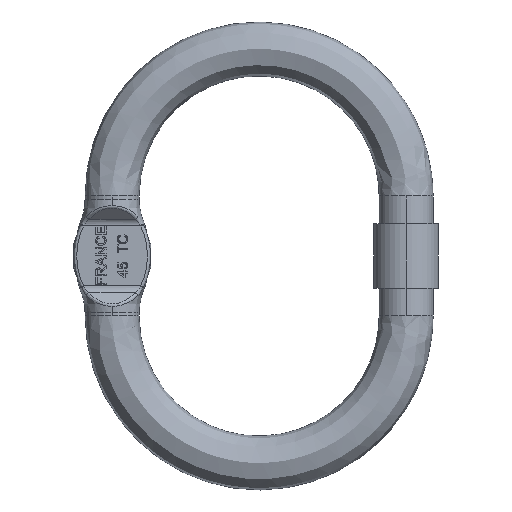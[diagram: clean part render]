
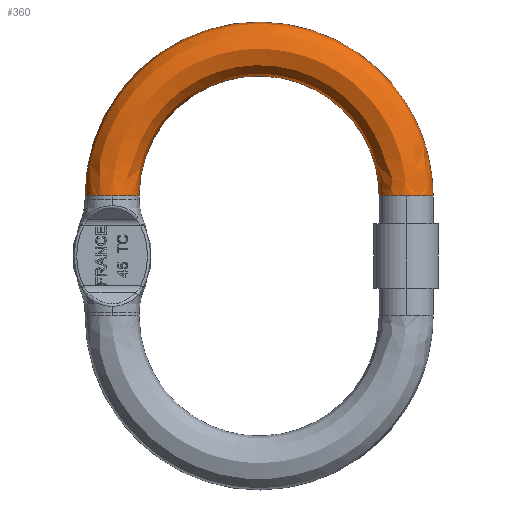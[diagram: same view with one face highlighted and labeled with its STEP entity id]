
A CAD part, top view. The second image highlights one B-rep face of the part: STEP entity #360.
In plain terms, the highlighted free-form (B-spline) face has degree [3, 3] with [7, 4] control points.
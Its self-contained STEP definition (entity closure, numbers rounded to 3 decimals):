
#360=ADVANCED_FACE('NONE',(#1036),#1037,.T.);
#1036=FACE_OUTER_BOUND('',#2278,.T.);
#1037=(B_SPLINE_SURFACE(3,3,((#2280,#2281,#2282,#2283),(#2284,#2285,#2286,#2287),(#2288,#2289,#2290,#2291),(#2292,#2293,#2294,#2295),(#2296,#2297,#2298,#2299),(#2300,#2301,#2302,#2303),(#2304,#2305,#2306,#2307)),.UNSPECIFIED.,.T.,.F.,.F.)B_SPLINE_SURFACE_WITH_KNOTS((4,3,4),(4,4),(0.0,0.5,1.0),(0.0,1.0),.UNSPECIFIED.)RATIONAL_B_SPLINE_SURFACE(((1.0,0.333,0.333,1.0),(0.333,0.111,0.111,0.333),(0.333,0.111,0.111,0.333),(1.0,0.333,0.333,1.0),(0.333,0.111,0.111,0.333),(0.333,0.111,0.111,0.333),(1.0,0.333,0.333,1.0)))BOUNDED_SURFACE()REPRESENTATION_ITEM('')GEOMETRIC_REPRESENTATION_ITEM()SURFACE());
#2278=EDGE_LOOP('',(#7331,#7332,#7333,#7334,#7335,#7336));
#2280=CARTESIAN_POINT('',(145.0,50.0,0.0));
#2281=CARTESIAN_POINT('',(145.0,340.,0.0));
#2282=CARTESIAN_POINT('',(-145.,340.,0.0));
#2283=CARTESIAN_POINT('',(-145.0,50.,0.0));
#2284=CARTESIAN_POINT('',(145.0,50.0,-45.0));
#2285=CARTESIAN_POINT('',(145.0,340.,-45.0));
#2286=CARTESIAN_POINT('',(-145.,340.,-45.0));
#2287=CARTESIAN_POINT('',(-145.0,50.,-45.0));
#2288=CARTESIAN_POINT('',(100.0,50.0,-45.0));
#2289=CARTESIAN_POINT('',(100.0,250.,-45.0));
#2290=CARTESIAN_POINT('',(-100.,250.,-45.0));
#2291=CARTESIAN_POINT('',(-100.0,50.,-45.0));
#2292=CARTESIAN_POINT('',(100.0,50.0,0.));
#2293=CARTESIAN_POINT('',(100.0,250.,0.));
#2294=CARTESIAN_POINT('',(-100.,250.,0.));
#2295=CARTESIAN_POINT('',(-100.0,50.,0.));
#2296=CARTESIAN_POINT('',(100.0,50.0,45.0));
#2297=CARTESIAN_POINT('',(100.0,250.,45.0));
#2298=CARTESIAN_POINT('',(-100.,250.,45.0));
#2299=CARTESIAN_POINT('',(-100.0,50.,45.0));
#2300=CARTESIAN_POINT('',(145.0,50.0,45.0));
#2301=CARTESIAN_POINT('',(145.0,340.,45.0));
#2302=CARTESIAN_POINT('',(-145.,340.,45.0));
#2303=CARTESIAN_POINT('',(-145.0,50.,45.0));
#2304=CARTESIAN_POINT('',(145.0,50.0,0.0));
#2305=CARTESIAN_POINT('',(145.0,340.,0.0));
#2306=CARTESIAN_POINT('',(-145.,340.,0.0));
#2307=CARTESIAN_POINT('',(-145.0,50.,0.0));
#7331=ORIENTED_EDGE('',*,*,#10009,.F.);
#7332=ORIENTED_EDGE('',*,*,#10010,.F.);
#7333=ORIENTED_EDGE('',*,*,#10011,.F.);
#7334=ORIENTED_EDGE('',*,*,#10012,.T.);
#7335=ORIENTED_EDGE('',*,*,#10013,.F.);
#7336=ORIENTED_EDGE('',*,*,#10014,.F.);
#10009=EDGE_CURVE('',#11221,#11222,#11223,.T.);
#10010=EDGE_CURVE('NONE',#11224,#11221,#11225,.T.);
#10011=EDGE_CURVE('NONE',#11226,#11224,#11227,.T.);
#10012=EDGE_CURVE('',#11226,#11228,#11229,.T.);
#10013=EDGE_CURVE('NONE',#11230,#11228,#11231,.T.);
#10014=EDGE_CURVE('NONE',#11222,#11230,#11232,.T.);
#11221=VERTEX_POINT('',#13269);
#11222=VERTEX_POINT('',#13270);
#11223=(B_SPLINE_CURVE(3,(#13272,#13273,#13274,#13275),.UNSPECIFIED.,.F.,.F.)B_SPLINE_CURVE_WITH_KNOTS((4,4),(-1.0,-0.0),.UNSPECIFIED.)RATIONAL_B_SPLINE_CURVE((1.0,0.333,0.333,1.0))BOUNDED_CURVE()REPRESENTATION_ITEM('')GEOMETRIC_REPRESENTATION_ITEM()CURVE());
#11224=VERTEX_POINT('NONE',#13282);
#11225=CIRCLE('',#13283,22.5);
#11226=VERTEX_POINT('',#13284);
#11227=CIRCLE('',#13285,22.5);
#11228=VERTEX_POINT('',#13286);
#11229=(B_SPLINE_CURVE(3,(#13288,#13289,#13290,#13291),.UNSPECIFIED.,.F.,.F.)B_SPLINE_CURVE_WITH_KNOTS((4,4),(-1.0,-0.0),.UNSPECIFIED.)RATIONAL_B_SPLINE_CURVE((1.0,0.333,0.333,1.0))BOUNDED_CURVE()REPRESENTATION_ITEM('')GEOMETRIC_REPRESENTATION_ITEM()CURVE());
#11230=VERTEX_POINT('',#13298);
#11231=CIRCLE('',#13299,22.5);
#11232=CIRCLE('',#13300,22.5);
#13269=CARTESIAN_POINT('',(-145.0,50.,0.0));
#13270=CARTESIAN_POINT('',(145.0,50.0,0.0));
#13272=CARTESIAN_POINT('',(-145.0,50.,0.0));
#13273=CARTESIAN_POINT('',(-145.,340.,0.0));
#13274=CARTESIAN_POINT('',(145.0,340.,0.0));
#13275=CARTESIAN_POINT('',(145.0,50.0,0.0));
#13282=CARTESIAN_POINT('',(-122.5,50.,22.5));
#13283=AXIS2_PLACEMENT_3D('',#18728,#18729,#18730);
#13284=CARTESIAN_POINT('',(-100.0,50.,0.));
#13285=AXIS2_PLACEMENT_3D('',#18731,#18732,#18733);
#13286=CARTESIAN_POINT('',(100.0,50.0,0.));
#13288=CARTESIAN_POINT('',(-100.0,50.,0.));
#13289=CARTESIAN_POINT('',(-100.,250.,0.));
#13290=CARTESIAN_POINT('',(100.0,250.,0.));
#13291=CARTESIAN_POINT('',(100.0,50.0,0.));
#13298=CARTESIAN_POINT('',(122.5,50.0,22.5));
#13299=AXIS2_PLACEMENT_3D('',#18734,#18735,#18736);
#13300=AXIS2_PLACEMENT_3D('',#18737,#18738,#18739);
#18728=CARTESIAN_POINT('',(-122.5,50.,0.0));
#18729=DIRECTION('',(0.0,-1.0,0.0));
#18730=DIRECTION('',(0.0,0.0,1.0));
#18731=CARTESIAN_POINT('',(-122.5,50.,0.0));
#18732=DIRECTION('',(0.0,-1.0,0.0));
#18733=DIRECTION('',(0.0,0.0,1.0));
#18734=CARTESIAN_POINT('',(122.5,50.0,0.0));
#18735=DIRECTION('',(0.0,-1.0,0.0));
#18736=DIRECTION('',(0.0,0.0,-1.0));
#18737=CARTESIAN_POINT('',(122.5,50.0,0.0));
#18738=DIRECTION('',(0.0,-1.0,0.0));
#18739=DIRECTION('',(0.0,0.0,-1.0));
